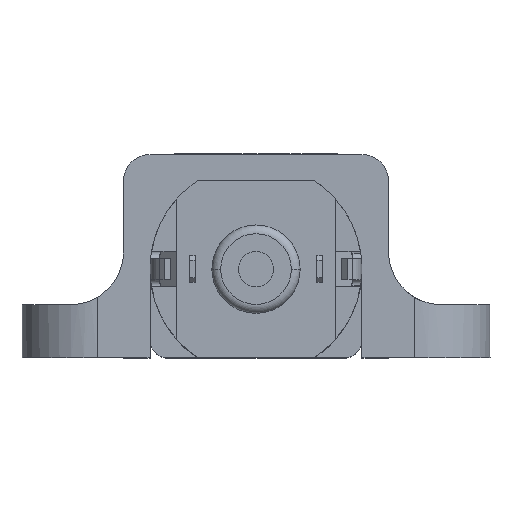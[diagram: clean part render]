
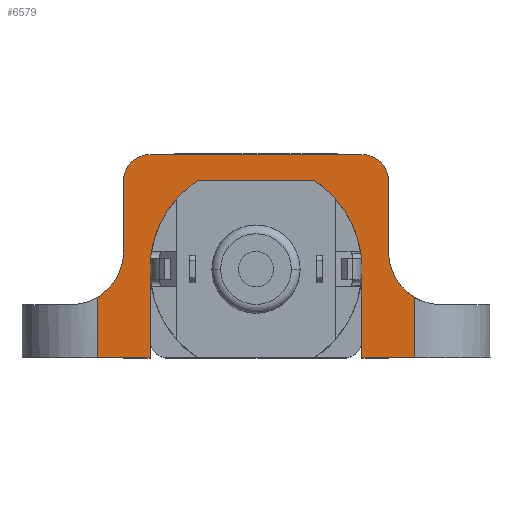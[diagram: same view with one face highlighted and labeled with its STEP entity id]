
A CAD part, top view. The second image highlights one B-rep face of the part: STEP entity #6579.
In plain terms, the highlighted planar face has unit normal (0, 0, 1).
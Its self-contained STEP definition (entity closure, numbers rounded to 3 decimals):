
#30 = VECTOR ( 'NONE', #5984, 1000. ) ;
#154 = LINE ( 'NONE', #7846, #12796 ) ;
#409 = EDGE_LOOP ( 'NONE', ( #6786, #8492, #12381, #13916, #796, #10346, #10411, #6901, #4055, #13708, #8282, #10971, #581, #12636, #3339, #12569 ) ) ;
#581 = ORIENTED_EDGE ( 'NONE', *, *, #1462, .T. ) ;
#760 = CARTESIAN_POINT ( 'NONE',  ( 9., -1.598, 7.75 ) ) ;
#761 = VERTEX_POINT ( 'NONE', #3142 ) ;
#763 = VECTOR ( 'NONE', #5998, 1000. ) ;
#796 = ORIENTED_EDGE ( 'NONE', *, *, #9153, .F. ) ;
#808 = DIRECTION ( 'NONE',  ( 0., -1., 0. ) ) ;
#821 = FACE_OUTER_BOUND ( 'NONE', #409, .T. ) ;
#832 = LINE ( 'NONE', #13058, #2459 ) ;
#919 = DIRECTION ( 'NONE',  ( 1., 0., 0. ) ) ;
#1068 = VECTOR ( 'NONE', #6745, 1000. ) ;
#1203 = EDGE_CURVE ( 'NONE', #2650, #5475, #10927, .T. ) ;
#1299 = CIRCLE ( 'NONE', #4057, 1.5 ) ;
#1373 = CARTESIAN_POINT ( 'NONE',  ( 0., 0., 7.75 ) ) ;
#1377 = CARTESIAN_POINT ( 'NONE',  ( 6., 0., 7.75 ) ) ;
#1434 = DIRECTION ( 'NONE',  ( 0., -1., 0. ) ) ;
#1462 = EDGE_CURVE ( 'NONE', #1597, #2078, #11448, .T. ) ;
#1505 = VERTEX_POINT ( 'NONE', #12096 ) ;
#1549 = DIRECTION ( 'NONE',  ( 0., 0., -1. ) ) ;
#1597 = VERTEX_POINT ( 'NONE', #8183 ) ;
#1618 = DIRECTION ( 'NONE',  ( 1., 0., 0. ) ) ;
#1625 = EDGE_CURVE ( 'NONE', #2078, #11032, #9600, .T. ) ;
#1638 = EDGE_CURVE ( 'NONE', #6069, #2638, #1299, .T. ) ;
#1655 = CARTESIAN_POINT ( 'NONE',  ( -6., 6.5, 7.75 ) ) ;
#1850 = VERTEX_POINT ( 'NONE', #2409 ) ;
#2078 = VERTEX_POINT ( 'NONE', #11722 ) ;
#2280 = CARTESIAN_POINT ( 'NONE',  ( -7.5, 1., 7.75 ) ) ;
#2386 = CIRCLE ( 'NONE', #10336, 6. ) ;
#2398 = CARTESIAN_POINT ( 'NONE',  ( -7.5, 5., 7.75 ) ) ;
#2409 = CARTESIAN_POINT ( 'NONE',  ( -6., 6.5, 7.75 ) ) ;
#2459 = VECTOR ( 'NONE', #12916, 1000. ) ;
#2638 = VERTEX_POINT ( 'NONE', #13096 ) ;
#2650 = VERTEX_POINT ( 'NONE', #2280 ) ;
#2711 = AXIS2_PLACEMENT_3D ( 'NONE', #12758, #8641, #8427 ) ;
#3142 = CARTESIAN_POINT ( 'NONE',  ( -3.317, 5., 7.75 ) ) ;
#3339 = ORIENTED_EDGE ( 'NONE', *, *, #11477, .F. ) ;
#3376 = EDGE_CURVE ( 'NONE', #6515, #6130, #5518, .T. ) ;
#3418 = CARTESIAN_POINT ( 'NONE',  ( 9., -3.866, 7.75 ) ) ;
#3565 = CARTESIAN_POINT ( 'NONE',  ( -6., -5., 7.75 ) ) ;
#3924 = DIRECTION ( 'NONE',  ( 0., 0., -1. ) ) ;
#3941 = CARTESIAN_POINT ( 'NONE',  ( -9., 5., 7.75 ) ) ;
#4019 = EDGE_CURVE ( 'NONE', #2638, #6515, #7598, .T. ) ;
#4048 = EDGE_CURVE ( 'NONE', #1850, #6069, #8066, .T. ) ;
#4055 = ORIENTED_EDGE ( 'NONE', *, *, #4048, .F. ) ;
#4057 = AXIS2_PLACEMENT_3D ( 'NONE', #8753, #3924, #11594 ) ;
#4086 = CARTESIAN_POINT ( 'NONE',  ( 10.5, 1., 7.75 ) ) ;
#4110 = DIRECTION ( 'NONE',  ( 0., 0., -1. ) ) ;
#4330 = CARTESIAN_POINT ( 'NONE',  ( -7.5, 1., 7.75 ) ) ;
#4566 = CIRCLE ( 'NONE', #13882, 6. ) ;
#5276 = CARTESIAN_POINT ( 'NONE',  ( -9., -5., 7.75 ) ) ;
#5307 = PLANE ( 'NONE',  #2711 ) ;
#5464 = EDGE_CURVE ( 'NONE', #5475, #1850, #9658, .T. ) ;
#5466 = DIRECTION ( 'NONE',  ( 0., -1., 0. ) ) ;
#5475 = VERTEX_POINT ( 'NONE', #6441 ) ;
#5518 = CIRCLE ( 'NONE', #10270, 3. ) ;
#5909 = LINE ( 'NONE', #3941, #30 ) ;
#5984 = DIRECTION ( 'NONE',  ( 1., 0., 0. ) ) ;
#5998 = DIRECTION ( 'NONE',  ( 1., 0., 0. ) ) ;
#6069 = VERTEX_POINT ( 'NONE', #13298 ) ;
#6111 = VERTEX_POINT ( 'NONE', #12567 ) ;
#6130 = VERTEX_POINT ( 'NONE', #760 ) ;
#6315 = EDGE_CURVE ( 'NONE', #1505, #11257, #832, .T. ) ;
#6441 = CARTESIAN_POINT ( 'NONE',  ( -7.5, 5., 7.75 ) ) ;
#6515 = VERTEX_POINT ( 'NONE', #10416 ) ;
#6579 = ADVANCED_FACE ( 'NONE', ( #821 ), #5307, .T. ) ;
#6708 = CARTESIAN_POINT ( 'NONE',  ( -9., -2.732, 7.75 ) ) ;
#6745 = DIRECTION ( 'NONE',  ( 0., 1., 0. ) ) ;
#6764 = CARTESIAN_POINT ( 'NONE',  ( 9., -2.732, 7.75 ) ) ;
#6781 = CARTESIAN_POINT ( 'NONE',  ( -9., -5., 7.75 ) ) ;
#6786 = ORIENTED_EDGE ( 'NONE', *, *, #8270, .T. ) ;
#6873 = DIRECTION ( 'NONE',  ( 1., 0., 0. ) ) ;
#6901 = ORIENTED_EDGE ( 'NONE', *, *, #1638, .F. ) ;
#7368 = CARTESIAN_POINT ( 'NONE',  ( 3.317, 5., 7.75 ) ) ;
#7478 = EDGE_CURVE ( 'NONE', #1505, #6111, #8245, .T. ) ;
#7487 = EDGE_CURVE ( 'NONE', #1597, #2650, #12624, .T. ) ;
#7513 = VECTOR ( 'NONE', #12582, 1000. ) ;
#7598 = LINE ( 'NONE', #11933, #7789 ) ;
#7782 = DIRECTION ( 'NONE',  ( 0., 0., -1. ) ) ;
#7789 = VECTOR ( 'NONE', #5466, 1000. ) ;
#7824 = EDGE_CURVE ( 'NONE', #12179, #761, #4566, .T. ) ;
#7846 = CARTESIAN_POINT ( 'NONE',  ( -6., 5., 7.75 ) ) ;
#7970 = CARTESIAN_POINT ( 'NONE',  ( -9., -1.598, 7.75 ) ) ;
#8052 = VERTEX_POINT ( 'NONE', #7368 ) ;
#8066 = LINE ( 'NONE', #1655, #763 ) ;
#8183 = CARTESIAN_POINT ( 'NONE',  ( -9., -1.598, 7.75 ) ) ;
#8245 = LINE ( 'NONE', #12651, #7513 ) ;
#8270 = EDGE_CURVE ( 'NONE', #761, #8052, #5909, .T. ) ;
#8282 = ORIENTED_EDGE ( 'NONE', *, *, #1203, .F. ) ;
#8344 = DIRECTION ( 'NONE',  ( 0., 0., 1. ) ) ;
#8427 = DIRECTION ( 'NONE',  ( 1., 0., 0. ) ) ;
#8492 = ORIENTED_EDGE ( 'NONE', *, *, #9892, .T. ) ;
#8583 = CARTESIAN_POINT ( 'NONE',  ( -6., 5., 7.75 ) ) ;
#8641 = DIRECTION ( 'NONE',  ( 0., 0., 1. ) ) ;
#8753 = CARTESIAN_POINT ( 'NONE',  ( 6., 5., 7.75 ) ) ;
#8893 = CARTESIAN_POINT ( 'NONE',  ( -9., -3.866, 7.75 ) ) ;
#9153 = EDGE_CURVE ( 'NONE', #6130, #6111, #11274, .T. ) ;
#9503 = CARTESIAN_POINT ( 'NONE',  ( -6., 0., 7.75 ) ) ;
#9600 = LINE ( 'NONE', #5276, #11311 ) ;
#9658 = CIRCLE ( 'NONE', #11482, 1.5 ) ;
#9892 = EDGE_CURVE ( 'NONE', #8052, #11257, #2386, .T. ) ;
#10176 = CARTESIAN_POINT ( 'NONE',  ( -9., -1.598, 7.75 ) ) ;
#10270 = AXIS2_PLACEMENT_3D ( 'NONE', #4086, #8344, #808 ) ;
#10336 = AXIS2_PLACEMENT_3D ( 'NONE', #12362, #1549, #1618 ) ;
#10346 = ORIENTED_EDGE ( 'NONE', *, *, #3376, .F. ) ;
#10411 = ORIENTED_EDGE ( 'NONE', *, *, #4019, .F. ) ;
#10416 = CARTESIAN_POINT ( 'NONE',  ( 7.5, 1., 7.75 ) ) ;
#10655 = CARTESIAN_POINT ( 'NONE',  ( -7.5, 0.476, 7.75 ) ) ;
#10927 = LINE ( 'NONE', #2398, #1068 ) ;
#10971 = ORIENTED_EDGE ( 'NONE', *, *, #7487, .F. ) ;
#11032 = VERTEX_POINT ( 'NONE', #3565 ) ;
#11091 = CARTESIAN_POINT ( 'NONE',  ( 9., -5., 7.75 ) ) ;
#11257 = VERTEX_POINT ( 'NONE', #1377 ) ;
#11274 = B_SPLINE_CURVE_WITH_KNOTS ( 'NONE', 3,
 ( #12221, #6764, #3418, #11091 ),
 .UNSPECIFIED., .F., .F.,
 ( 4, 4 ),
 ( 0., 1. ),
 .UNSPECIFIED. ) ;
#11311 = VECTOR ( 'NONE', #919, 1000. ) ;
#11448 = B_SPLINE_CURVE_WITH_KNOTS ( 'NONE', 3,
 ( #10176, #6708, #8893, #6781 ),
 .UNSPECIFIED., .F., .F.,
 ( 4, 4 ),
 ( 0., 1. ),
 .UNSPECIFIED. ) ;
#11477 = EDGE_CURVE ( 'NONE', #12179, #11032, #154, .T. ) ;
#11482 = AXIS2_PLACEMENT_3D ( 'NONE', #8583, #4110, #14053 ) ;
#11594 = DIRECTION ( 'NONE',  ( 1., 0., 0. ) ) ;
#11722 = CARTESIAN_POINT ( 'NONE',  ( -9., -5., 7.75 ) ) ;
#11933 = CARTESIAN_POINT ( 'NONE',  ( 7.5, 5., 7.75 ) ) ;
#12096 = CARTESIAN_POINT ( 'NONE',  ( 6., -5., 7.75 ) ) ;
#12179 = VERTEX_POINT ( 'NONE', #9503 ) ;
#12221 = CARTESIAN_POINT ( 'NONE',  ( 9., -1.598, 7.75 ) ) ;
#12300 = CARTESIAN_POINT ( 'NONE',  ( -8.547, -1.336, 7.75 ) ) ;
#12362 = CARTESIAN_POINT ( 'NONE',  ( 0., 0., 7.75 ) ) ;
#12381 = ORIENTED_EDGE ( 'NONE', *, *, #6315, .F. ) ;
#12567 = CARTESIAN_POINT ( 'NONE',  ( 9., -5., 7.75 ) ) ;
#12569 = ORIENTED_EDGE ( 'NONE', *, *, #7824, .T. ) ;
#12582 = DIRECTION ( 'NONE',  ( 1., 0., 0. ) ) ;
#12624 = B_SPLINE_CURVE_WITH_KNOTS ( 'NONE', 3,
 ( #7970, #12300, #14008, #14072, #10655, #4330 ),
 .UNSPECIFIED., .F., .F.,
 ( 4, 2, 4 ),
 ( 0., 0.5, 1. ),
 .UNSPECIFIED. ) ;
#12636 = ORIENTED_EDGE ( 'NONE', *, *, #1625, .T. ) ;
#12651 = CARTESIAN_POINT ( 'NONE',  ( -9., -5., 7.75 ) ) ;
#12758 = CARTESIAN_POINT ( 'NONE',  ( -9., -5., 7.75 ) ) ;
#12796 = VECTOR ( 'NONE', #1434, 1000. ) ;
#12916 = DIRECTION ( 'NONE',  ( 0., 1., 0. ) ) ;
#13058 = CARTESIAN_POINT ( 'NONE',  ( 6., 5., 7.75 ) ) ;
#13096 = CARTESIAN_POINT ( 'NONE',  ( 7.5, 5., 7.75 ) ) ;
#13298 = CARTESIAN_POINT ( 'NONE',  ( 6., 6.5, 7.75 ) ) ;
#13708 = ORIENTED_EDGE ( 'NONE', *, *, #5464, .F. ) ;
#13882 = AXIS2_PLACEMENT_3D ( 'NONE', #1373, #7782, #6873 ) ;
#13916 = ORIENTED_EDGE ( 'NONE', *, *, #7478, .T. ) ;
#14008 = CARTESIAN_POINT ( 'NONE',  ( -8.164, -0.953, 7.75 ) ) ;
#14053 = DIRECTION ( 'NONE',  ( 1., 0., 0. ) ) ;
#14072 = CARTESIAN_POINT ( 'NONE',  ( -7.64, -0.047, 7.75 ) ) ;
